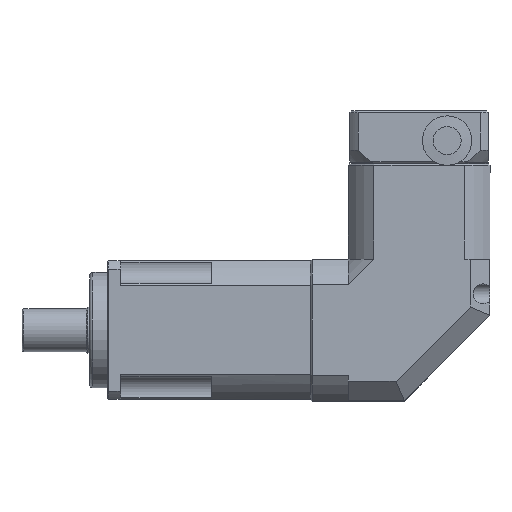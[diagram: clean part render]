
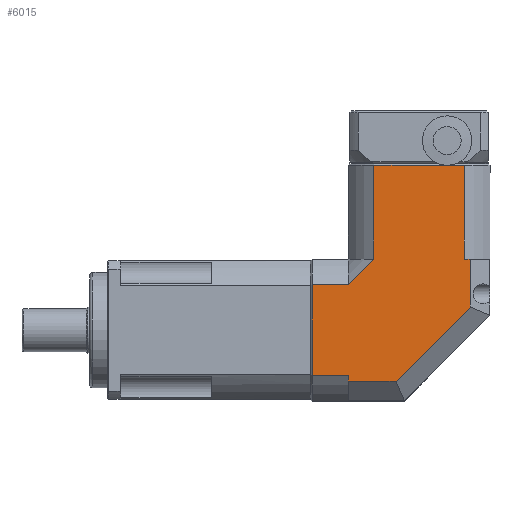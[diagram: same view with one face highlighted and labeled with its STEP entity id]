
A CAD part, top view. The second image highlights one B-rep face of the part: STEP entity #6015.
In plain terms, the highlighted planar face has unit normal (0, 0, 1).
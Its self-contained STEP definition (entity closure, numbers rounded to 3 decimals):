
#262=LINE('',#9612,#573);
#268=LINE('',#9644,#579);
#282=LINE('',#9717,#593);
#283=LINE('',#9721,#594);
#284=LINE('',#9723,#595);
#285=LINE('',#9725,#596);
#286=LINE('',#9727,#597);
#287=LINE('',#9729,#598);
#288=LINE('',#9731,#599);
#289=LINE('',#9733,#600);
#290=LINE('',#9735,#601);
#291=LINE('',#9737,#602);
#292=LINE('',#9738,#603);
#573=VECTOR('',#7686,5.211);
#579=VECTOR('',#7708,22.211);
#593=VECTOR('',#7756,28.5);
#594=VECTOR('',#7761,28.5);
#595=VECTOR('',#7762,11.015);
#596=VECTOR('',#7763,11.);
#597=VECTOR('',#7764,27.423);
#598=VECTOR('',#7765,11.);
#599=VECTOR('',#7766,1.789);
#600=VECTOR('',#7767,14.515);
#601=VECTOR('',#7768,31.799);
#602=VECTOR('',#7769,14.515);
#603=VECTOR('',#7770,1.789);
#1356=FACE_OUTER_BOUND('',#1849,.T.);
#1849=EDGE_LOOP('',(#4430,#4431,#4432,#4433,#4434,#4435,#4436,#4437,#4438,
#4439,#4440,#4441,#4442));
#2696=VERTEX_POINT('',#9588);
#2703=VERTEX_POINT('',#9611);
#2713=VERTEX_POINT('',#9639);
#2731=VERTEX_POINT('',#9716);
#2732=VERTEX_POINT('',#9720);
#2733=VERTEX_POINT('',#9722);
#2734=VERTEX_POINT('',#9724);
#2735=VERTEX_POINT('',#9726);
#2736=VERTEX_POINT('',#9728);
#2737=VERTEX_POINT('',#9730);
#2738=VERTEX_POINT('',#9732);
#2739=VERTEX_POINT('',#9734);
#2740=VERTEX_POINT('',#9736);
#3317=EDGE_CURVE('',#2696,#2703,#262,.T.);
#3330=EDGE_CURVE('',#2713,#2696,#268,.T.);
#3357=EDGE_CURVE('',#2731,#2703,#282,.T.);
#3359=EDGE_CURVE('',#2713,#2732,#283,.T.);
#3360=EDGE_CURVE('',#2732,#2733,#284,.T.);
#3361=EDGE_CURVE('',#2733,#2734,#285,.T.);
#3362=EDGE_CURVE('',#2735,#2734,#286,.T.);
#3363=EDGE_CURVE('',#2735,#2736,#287,.T.);
#3364=EDGE_CURVE('',#2736,#2737,#288,.T.);
#3365=EDGE_CURVE('',#2738,#2737,#289,.T.);
#3366=EDGE_CURVE('',#2739,#2738,#290,.T.);
#3367=EDGE_CURVE('',#2740,#2739,#291,.T.);
#3368=EDGE_CURVE('',#2740,#2731,#292,.T.);
#4430=ORIENTED_EDGE('',*,*,#3330,.F.);
#4431=ORIENTED_EDGE('',*,*,#3359,.T.);
#4432=ORIENTED_EDGE('',*,*,#3360,.T.);
#4433=ORIENTED_EDGE('',*,*,#3361,.T.);
#4434=ORIENTED_EDGE('',*,*,#3362,.F.);
#4435=ORIENTED_EDGE('',*,*,#3363,.T.);
#4436=ORIENTED_EDGE('',*,*,#3364,.T.);
#4437=ORIENTED_EDGE('',*,*,#3365,.F.);
#4438=ORIENTED_EDGE('',*,*,#3366,.F.);
#4439=ORIENTED_EDGE('',*,*,#3367,.F.);
#4440=ORIENTED_EDGE('',*,*,#3368,.T.);
#4441=ORIENTED_EDGE('',*,*,#3357,.T.);
#4442=ORIENTED_EDGE('',*,*,#3317,.F.);
#5440=PLANE('',#6582);
#6015=ADVANCED_FACE('',(#1356),#5440,.T.);
#6582=AXIS2_PLACEMENT_3D('',#9719,#7759,#7760);
#7686=DIRECTION('',(1.,0.,0.));
#7708=DIRECTION('',(1.,0.,0.));
#7756=DIRECTION('',(0.,1.,0.));
#7759=DIRECTION('center_axis',(0.,0.,
1.));
#7760=DIRECTION('ref_axis',(0.,-1.,0.));
#7761=DIRECTION('',(0.,-1.,0.));
#7762=DIRECTION('',(-0.707,-0.707,0.));
#7763=DIRECTION('',(-1.,0.,0.));
#7764=DIRECTION('',(0.,1.,0.));
#7765=DIRECTION('',(1.,0.,0.));
#7766=DIRECTION('',(0.,-1.,0.));
#7767=DIRECTION('',(-1.,0.,0.));
#7768=DIRECTION('',(-0.707,-0.707,0.));
#7769=DIRECTION('',(0.,-1.,0.));
#7770=DIRECTION('',(-1.,0.,0.));
#9588=CARTESIAN_POINT('',(69.192,56.053,16.929));
#9611=CARTESIAN_POINT('',(74.403,56.053,16.929));
#9612=CARTESIAN_POINT('',(44.192,56.053,16.929));
#9639=CARTESIAN_POINT('',(46.98,56.053,16.929));
#9644=CARTESIAN_POINT('',(44.192,56.053,16.929));
#9716=CARTESIAN_POINT('',(74.403,27.553,16.929));
#9717=CARTESIAN_POINT('',(74.403,56.553,16.929));
#9719=CARTESIAN_POINT('Origin',(27.692,27.553,16.929));
#9720=CARTESIAN_POINT('',(46.98,27.553,16.929));
#9721=CARTESIAN_POINT('',(46.98,56.553,16.929));
#9722=CARTESIAN_POINT('',(39.192,19.764,16.929));
#9723=CARTESIAN_POINT('',(46.98,27.553,16.929));
#9724=CARTESIAN_POINT('',(28.192,19.764,16.929));
#9725=CARTESIAN_POINT('',(27.692,19.764,16.929));
#9726=CARTESIAN_POINT('',(28.192,-7.659,16.929));
#9727=CARTESIAN_POINT('',(28.192,16.803,16.929));
#9728=CARTESIAN_POINT('',(39.192,-7.659,16.929));
#9729=CARTESIAN_POINT('',(27.692,-7.659,16.929));
#9730=CARTESIAN_POINT('',(39.192,-9.447,16.929));
#9731=CARTESIAN_POINT('',(39.192,16.803,16.929));
#9732=CARTESIAN_POINT('',(53.707,-9.447,16.929));
#9733=CARTESIAN_POINT('',(27.692,-9.447,16.929));
#9734=CARTESIAN_POINT('',(76.192,13.038,16.929));
#9735=CARTESIAN_POINT('',(62.074,-1.08,16.929));
#9736=CARTESIAN_POINT('',(76.192,27.553,16.929));
#9737=CARTESIAN_POINT('',(76.192,16.803,16.929));
#9738=CARTESIAN_POINT('',(44.192,27.553,16.929));
